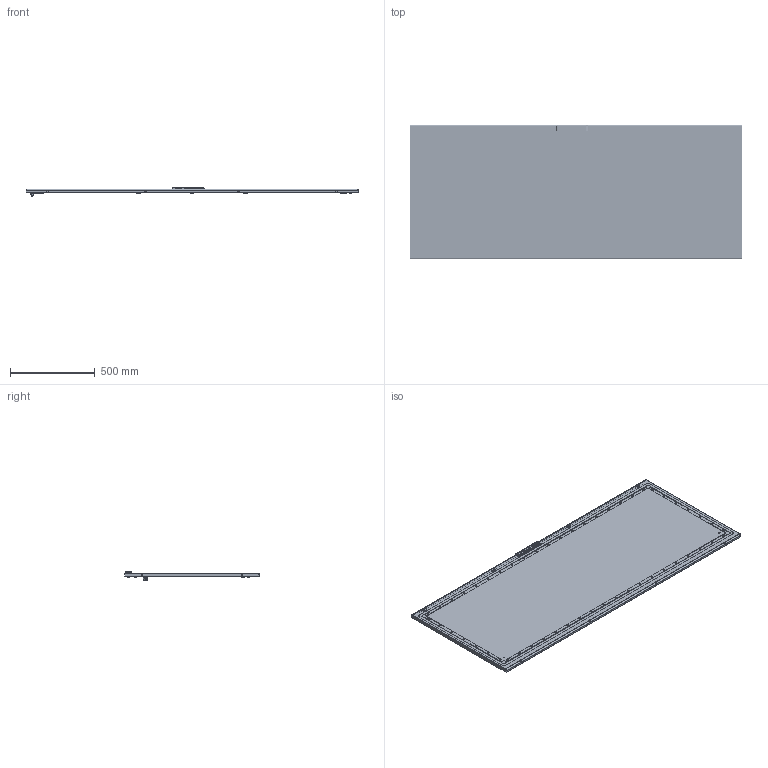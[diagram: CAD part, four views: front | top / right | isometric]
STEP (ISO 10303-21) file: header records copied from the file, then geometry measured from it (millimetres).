
FILE_DESCRIPTION (( 'STEP AP203' ), '1' );
FILE_NAME ('2000x800.step', '2011-02-16T12:14:34', ( 'User' ), ( 'DKC' ), 'SwSTEP 2.0', 'SolidWorks 2010', '' );
FILE_SCHEMA (( 'CONFIG_CONTROL_DESIGN' ));
Products named in the file (33): land; Tappo_?????; boccola AC00C378; ribattino AC00C377; AC00C184 dado telaio interno porta_Default; inserto chiave per maniglia RAM BLOCK_AC00C389; Hex Flange Bolt M6x10_ISO 4162 - M6 x 12 x 12-S; Nut M6_Hexagon Nut ISO - 4034 - M6 - S; basetta esterna_AC00C506; Çåðêàëüíî îòðàçèòüribattino AC00C377; Sealing ring; hinge AC00C170_Default; distanziale di gomma per RAM BLOCK_Default; ASTINA Superiore_2000; Ingranaggio per cariglione modificated_AC00C388; Sostegno autoallineante per porta AC00C446; Çåðêàëüíî îòðàçèòüterminator for door.SLDPRT1; AC00C183_Default; terminator for door.SLDPRT; linguetta_AC00C387; Wood screw 4.2x13_Tapping screw DIN 7049-ST4.2x13-F-H-S; ASTINA Inferiore_2000; Çåðêàëüíî îòðàçèòüterminator for door.SLDPRT; Çåðêàëüíî îòðàçèòüboccola AC00C378; end-cap_AC00C061; Sviluppo porta quadro_2000x800; Montante verticale + Traversa orizzontale interno porta_Montante verticale 2000; 2000x800; AC00C400 Quadro IP55 Guida aste_Default; maniglia RAM BLOCK modificated_AC00C505; RAMBLOCK montata modificated_Default; Montante verticale + Traversa orizzontale interno porta_Traversa orizzontale 800; sealant for sviluppo porta quadro_2000x800
Assembly tree (72 placements, depth 3):
  2000x800
    RAMBLOCK montata modificated_Default
      basetta esterna_AC00C506
      inserto chiave per maniglia RAM BLOCK_AC00C389
      Sealing ring
      maniglia RAM BLOCK modificated_AC00C505
      Ingranaggio per cariglione modificated_AC00C388
    AC00C184 dado telaio interno porta_Default  x6
    Tappo_?????  x2
    land  x12
    Nut M6_Hexagon Nut ISO - 4034 - M6 - S  x4
    terminator for door.SLDPRT  x2
      ribattino AC00C377
      boccola AC00C378
    ASTINA Inferiore_2000
    Hex Flange Bolt M6x10_ISO 4162 - M6 x 12 x 12-S
    ASTINA Superiore_2000
    Montante verticale + Traversa orizzontale interno porta_Montante verticale 2000  x2
    Wood screw 4.2x13_Tapping screw DIN 7049-ST4.2x13-F-H-S  x5
    AC00C183_Default  x4
    distanziale di gomma per RAM BLOCK_Default  x2
    hinge AC00C170_Default  x4
    end-cap_AC00C061  x2
    Montante verticale + Traversa orizzontale interno porta_Traversa orizzontale 800  x2
    AC00C400 Quadro IP55 Guida aste_Default  x4
    Çåðêàëüíî îòðàçèòüterminator for door.SLDPRT
      Çåðêàëüíî îòðàçèòüribattino AC00C377
      Çåðêàëüíî îòðàçèòüboccola AC00C378
    Sostegno autoallineante per porta AC00C446
    Çåðêàëüíî îòðàçèòüterminator for door.SLDPRT1
      Çåðêàëüíî îòðàçèòüribattino AC00C377
      Çåðêàëüíî îòðàçèòüboccola AC00C378
    sealant for sviluppo porta quadro_2000x800
    Sviluppo porta quadro_2000x800
    linguetta_AC00C387
Bounding box: 1955 x 794 x 52.65 mm (x, y, z)
Volume: 4408218.2 mm3; surface area: 4414454.9 mm2
Topology: 81 solids, 81 shells, 8367 faces, 23200 edges, 15106 vertices
Faces by surface type: bspline 3427, cylinder 2246, plane 2147, cone 469, torus 60, sphere 18
Entity records: 88097 total; most frequent: CARTESIAN_POINT 31109, ORIENTED_EDGE 11538, DIRECTION 10123, EDGE_CURVE 5769, VERTEX_POINT 3704, AXIS2_PLACEMENT_3D 3612, VECTOR 2899, LINE 2899
